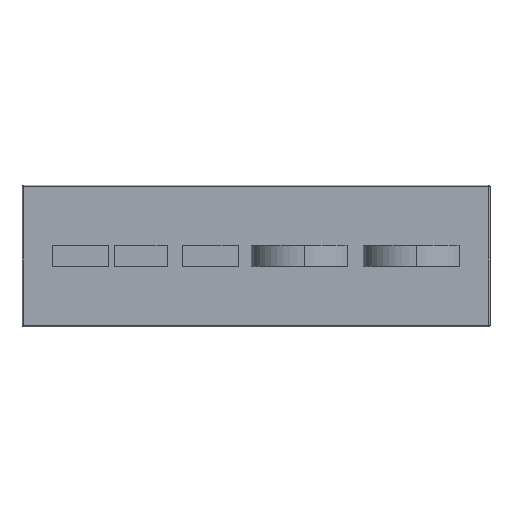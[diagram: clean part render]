
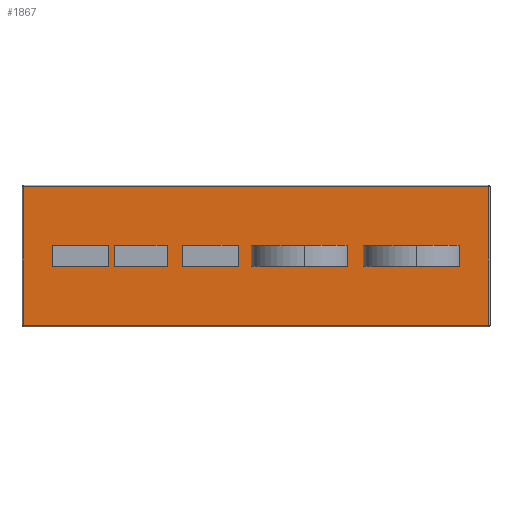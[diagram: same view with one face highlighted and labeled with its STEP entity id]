
A CAD part, top view. The second image highlights one B-rep face of the part: STEP entity #1867.
In plain terms, the highlighted planar face has unit normal (0, 0, 1).
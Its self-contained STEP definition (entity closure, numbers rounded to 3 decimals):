
#211 = ORIENTED_EDGE ( 'NONE', *, *, #11127, .T. ) ;
#212 = CARTESIAN_POINT ( 'NONE',  ( -59.93, 31.144, 18. ) ) ;
#267 = DIRECTION ( 'NONE',  ( 0., 0., -1. ) ) ;
#316 = CARTESIAN_POINT ( 'NONE',  ( 53.671, 31.144, 18. ) ) ;
#329 = CARTESIAN_POINT ( 'NONE',  ( -9.52, 31.144, 18. ) ) ;
#533 = FACE_BOUND ( 'NONE', #9028, .T. ) ;
#573 = DIRECTION ( 'NONE',  ( -1., 0., 0. ) ) ;
#1037 = LINE ( 'NONE', #1116, #5367 ) ;
#1116 = CARTESIAN_POINT ( 'NONE',  ( 186.198, -17.856, 18. ) ) ;
#1232 = ORIENTED_EDGE ( 'NONE', *, *, #3938, .T. ) ;
#1308 = CARTESIAN_POINT ( 'NONE',  ( -11.02, 31.144, 18. ) ) ;
#1443 = CARTESIAN_POINT ( 'NONE',  ( -61.43, 31.144, 18. ) ) ;
#1471 = EDGE_LOOP ( 'NONE', ( #6816, #9718 ) ) ;
#1613 = DIRECTION ( 'NONE',  ( 0., 0., -1. ) ) ;
#1796 = DIRECTION ( 'NONE',  ( 0., 0., -1. ) ) ;
#1807 = DIRECTION ( 'NONE',  ( 0., 1., 0. ) ) ;
#1867 = ADVANCED_FACE ( 'NONE', ( #5308, #8807, #6946, #533, #11144, #7523 ), #8002, .T. ) ;
#1938 = CARTESIAN_POINT ( 'NONE',  ( 185.198, 80.144, 18. ) ) ;
#2044 = DIRECTION ( 'NONE',  ( 1., 0., 0. ) ) ;
#2059 = AXIS2_PLACEMENT_3D ( 'NONE', #1308, #9328, #7465 ) ;
#2180 = CARTESIAN_POINT ( 'NONE',  ( -104.059, 31.144, 18. ) ) ;
#2245 = CIRCLE ( 'NONE', #7888, 1.5 ) ;
#2271 = AXIS2_PLACEMENT_3D ( 'NONE', #2323, #8605, #6649 ) ;
#2323 = CARTESIAN_POINT ( 'NONE',  ( 134.145, 31.144, 18. ) ) ;
#2338 = CARTESIAN_POINT ( 'NONE',  ( -12.52, 31.144, 18. ) ) ;
#2341 = EDGE_CURVE ( 'NONE', #8188, #4069, #5757, .T. ) ;
#2366 = EDGE_CURVE ( 'NONE', #7506, #6425, #1037, .T. ) ;
#2437 = AXIS2_PLACEMENT_3D ( 'NONE', #10222, #267, #7477 ) ;
#2629 = CARTESIAN_POINT ( 'NONE',  ( 0., 0., 18. ) ) ;
#2868 = DIRECTION ( 'NONE',  ( 0., 0., -1. ) ) ;
#3074 = DIRECTION ( 'NONE',  ( 0., 0., -1. ) ) ;
#3141 = AXIS2_PLACEMENT_3D ( 'NONE', #5517, #2868, #3633 ) ;
#3143 = LINE ( 'NONE', #3445, #7345 ) ;
#3198 = CIRCLE ( 'NONE', #2437, 1.5 ) ;
#3228 = DIRECTION ( 'NONE',  ( -1., 0., 0. ) ) ;
#3242 = AXIS2_PLACEMENT_3D ( 'NONE', #7351, #10034, #3921 ) ;
#3445 = CARTESIAN_POINT ( 'NONE',  ( -142.802, -18.856, 18. ) ) ;
#3524 = CARTESIAN_POINT ( 'NONE',  ( -58.43, 31.144, 18. ) ) ;
#3553 = DIRECTION ( 'NONE',  ( 1., 0., 0. ) ) ;
#3633 = DIRECTION ( 'NONE',  ( -1., 0., 0. ) ) ;
#3680 = EDGE_LOOP ( 'NONE', ( #11155, #10113, #1232, #7289 ) ) ;
#3755 = EDGE_CURVE ( 'NONE', #8155, #9708, #5601, .T. ) ;
#3808 = AXIS2_PLACEMENT_3D ( 'NONE', #2629, #8928, #3553 ) ;
#3921 = DIRECTION ( 'NONE',  ( -1., 0., 0. ) ) ;
#3938 = EDGE_CURVE ( 'NONE', #6425, #10386, #7545, .T. ) ;
#4069 = VERTEX_POINT ( 'NONE', #2180 ) ;
#4178 = EDGE_CURVE ( 'NONE', #7808, #9435, #3198, .T. ) ;
#4180 = LINE ( 'NONE', #5018, #5032 ) ;
#4254 = CARTESIAN_POINT ( 'NONE',  ( -102.559, 31.144, 18. ) ) ;
#4359 = CARTESIAN_POINT ( 'NONE',  ( 134.145, 31.144, 18. ) ) ;
#4391 = ORIENTED_EDGE ( 'NONE', *, *, #4178, .T. ) ;
#4406 = EDGE_CURVE ( 'NONE', #10386, #10660, #4180, .T. ) ;
#4595 = CARTESIAN_POINT ( 'NONE',  ( -142.802, 80.144, 18. ) ) ;
#4672 = CARTESIAN_POINT ( 'NONE',  ( -102.559, 31.144, 18. ) ) ;
#4751 = VERTEX_POINT ( 'NONE', #2338 ) ;
#4946 = EDGE_CURVE ( 'NONE', #4069, #8188, #9505, .T. ) ;
#5018 = CARTESIAN_POINT ( 'NONE',  ( -143.802, 80.144, 18. ) ) ;
#5032 = VECTOR ( 'NONE', #7629, 1000. ) ;
#5111 = ORIENTED_EDGE ( 'NONE', *, *, #6267, .T. ) ;
#5239 = EDGE_CURVE ( 'NONE', #9698, #9245, #10745, .T. ) ;
#5252 = DIRECTION ( 'NONE',  ( 0., -1., 0. ) ) ;
#5308 = FACE_BOUND ( 'NONE', #10240, .T. ) ;
#5367 = VECTOR ( 'NONE', #2044, 1000. ) ;
#5516 = CARTESIAN_POINT ( 'NONE',  ( 185.198, -17.856, 18. ) ) ;
#5517 = CARTESIAN_POINT ( 'NONE',  ( -59.93, 31.144, 18. ) ) ;
#5568 = DIRECTION ( 'NONE',  ( -1., 0., 0. ) ) ;
#5579 = ORIENTED_EDGE ( 'NONE', *, *, #10085, .T. ) ;
#5601 = CIRCLE ( 'NONE', #9488, 1.5 ) ;
#5629 = DIRECTION ( 'NONE',  ( -1., 0., 0. ) ) ;
#5757 = CIRCLE ( 'NONE', #7162, 1.5 ) ;
#5913 = CIRCLE ( 'NONE', #11105, 1.5 ) ;
#6267 = EDGE_CURVE ( 'NONE', #9708, #8155, #10980, .T. ) ;
#6425 = VERTEX_POINT ( 'NONE', #5516 ) ;
#6632 = CARTESIAN_POINT ( 'NONE',  ( 56.671, 31.144, 18. ) ) ;
#6649 = DIRECTION ( 'NONE',  ( -1., 0., 0. ) ) ;
#6816 = ORIENTED_EDGE ( 'NONE', *, *, #4946, .T. ) ;
#6946 = FACE_BOUND ( 'NONE', #9569, .T. ) ;
#6998 = EDGE_CURVE ( 'NONE', #4751, #7039, #9464, .T. ) ;
#7039 = VERTEX_POINT ( 'NONE', #329 ) ;
#7076 = DIRECTION ( 'NONE',  ( -1., 0., 0. ) ) ;
#7162 = AXIS2_PLACEMENT_3D ( 'NONE', #4672, #10894, #5568 ) ;
#7218 = EDGE_CURVE ( 'NONE', #10660, #7506, #3143, .T. ) ;
#7289 = ORIENTED_EDGE ( 'NONE', *, *, #4406, .T. ) ;
#7345 = VECTOR ( 'NONE', #5252, 1000. ) ;
#7351 = CARTESIAN_POINT ( 'NONE',  ( -11.02, 31.144, 18. ) ) ;
#7421 = ORIENTED_EDGE ( 'NONE', *, *, #5239, .T. ) ;
#7450 = EDGE_LOOP ( 'NONE', ( #8270, #4391 ) ) ;
#7465 = DIRECTION ( 'NONE',  ( -1., 0., 0. ) ) ;
#7477 = DIRECTION ( 'NONE',  ( -1., 0., 0. ) ) ;
#7506 = VERTEX_POINT ( 'NONE', #11138 ) ;
#7523 = FACE_OUTER_BOUND ( 'NONE', #3680, .T. ) ;
#7545 = LINE ( 'NONE', #7897, #9671 ) ;
#7629 = DIRECTION ( 'NONE',  ( -1., 0., 0. ) ) ;
#7708 = CIRCLE ( 'NONE', #3242, 1.5 ) ;
#7808 = VERTEX_POINT ( 'NONE', #6632 ) ;
#7888 = AXIS2_PLACEMENT_3D ( 'NONE', #212, #10882, #5629 ) ;
#7897 = CARTESIAN_POINT ( 'NONE',  ( 185.198, 81.144, 18. ) ) ;
#7922 = CARTESIAN_POINT ( 'NONE',  ( -101.059, 31.144, 18. ) ) ;
#8002 = PLANE ( 'NONE',  #3808 ) ;
#8155 = VERTEX_POINT ( 'NONE', #10474 ) ;
#8188 = VERTEX_POINT ( 'NONE', #7922 ) ;
#8270 = ORIENTED_EDGE ( 'NONE', *, *, #9138, .T. ) ;
#8605 = DIRECTION ( 'NONE',  ( 0., 0., -1. ) ) ;
#8622 = CARTESIAN_POINT ( 'NONE',  ( 55.171, 31.144, 18. ) ) ;
#8758 = CARTESIAN_POINT ( 'NONE',  ( 135.645, 31.144, 18. ) ) ;
#8807 = FACE_BOUND ( 'NONE', #7450, .T. ) ;
#8928 = DIRECTION ( 'NONE',  ( 0., 0., 1. ) ) ;
#9028 = EDGE_LOOP ( 'NONE', ( #7421, #211 ) ) ;
#9138 = EDGE_CURVE ( 'NONE', #9435, #7808, #5913, .T. ) ;
#9245 = VERTEX_POINT ( 'NONE', #3524 ) ;
#9328 = DIRECTION ( 'NONE',  ( 0., 0., -1. ) ) ;
#9435 = VERTEX_POINT ( 'NONE', #316 ) ;
#9464 = CIRCLE ( 'NONE', #2059, 1.5 ) ;
#9488 = AXIS2_PLACEMENT_3D ( 'NONE', #4359, #1796, #7076 ) ;
#9505 = CIRCLE ( 'NONE', #10872, 1.5 ) ;
#9569 = EDGE_LOOP ( 'NONE', ( #10781, #5579 ) ) ;
#9671 = VECTOR ( 'NONE', #1807, 1000. ) ;
#9698 = VERTEX_POINT ( 'NONE', #1443 ) ;
#9708 = VERTEX_POINT ( 'NONE', #8758 ) ;
#9718 = ORIENTED_EDGE ( 'NONE', *, *, #2341, .T. ) ;
#9844 = ORIENTED_EDGE ( 'NONE', *, *, #3755, .T. ) ;
#10034 = DIRECTION ( 'NONE',  ( 0., 0., -1. ) ) ;
#10085 = EDGE_CURVE ( 'NONE', #7039, #4751, #7708, .T. ) ;
#10113 = ORIENTED_EDGE ( 'NONE', *, *, #2366, .T. ) ;
#10222 = CARTESIAN_POINT ( 'NONE',  ( 55.171, 31.144, 18. ) ) ;
#10240 = EDGE_LOOP ( 'NONE', ( #9844, #5111 ) ) ;
#10386 = VERTEX_POINT ( 'NONE', #1938 ) ;
#10474 = CARTESIAN_POINT ( 'NONE',  ( 132.645, 31.144, 18. ) ) ;
#10660 = VERTEX_POINT ( 'NONE', #4595 ) ;
#10745 = CIRCLE ( 'NONE', #3141, 1.5 ) ;
#10781 = ORIENTED_EDGE ( 'NONE', *, *, #6998, .T. ) ;
#10872 = AXIS2_PLACEMENT_3D ( 'NONE', #4254, #1613, #573 ) ;
#10882 = DIRECTION ( 'NONE',  ( 0., 0., -1. ) ) ;
#10894 = DIRECTION ( 'NONE',  ( 0., 0., -1. ) ) ;
#10980 = CIRCLE ( 'NONE', #2271, 1.5 ) ;
#11105 = AXIS2_PLACEMENT_3D ( 'NONE', #8622, #3074, #3228 ) ;
#11127 = EDGE_CURVE ( 'NONE', #9245, #9698, #2245, .T. ) ;
#11138 = CARTESIAN_POINT ( 'NONE',  ( -142.802, -17.856, 18. ) ) ;
#11144 = FACE_BOUND ( 'NONE', #1471, .T. ) ;
#11155 = ORIENTED_EDGE ( 'NONE', *, *, #7218, .T. ) ;
